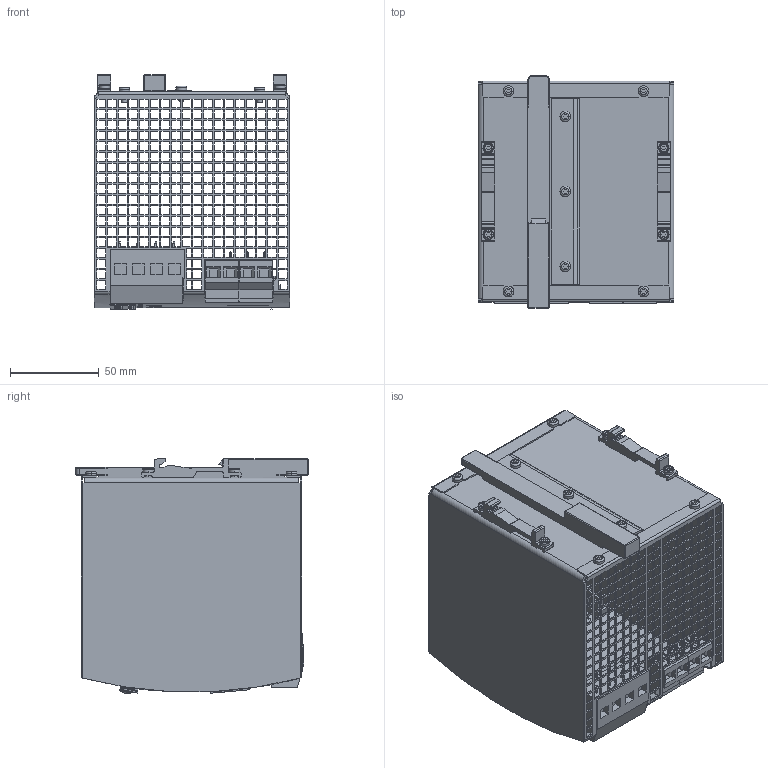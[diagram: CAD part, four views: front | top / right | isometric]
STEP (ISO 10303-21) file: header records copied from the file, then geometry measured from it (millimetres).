
FILE_DESCRIPTION((''),'2;1');
FILE_NAME('CAD-7203_QT40_241_SW0001','2021-03-17T11:32:47',('creinig-se'),(''),'CREO PARAMETRIC BY PTC INC, 2019292','CREO PARAMETRIC BY PTC INC, 2019292','');
FILE_SCHEMA(('CONFIG_CONTROL_DESIGN','SHAPE_APPEARANCE_LAYERS_GROUPS'));
Products named in the file (1): CAD-7203_QT40_241_SW0001
Bounding box: 110 x 130.5 x 132.07 mm (x, y, z)
Volume: 128928.7 mm3; surface area: 158046.6 mm2
Topology: 5 solids, 10 shells, 4779 faces, 13417 edges, 8868 vertices
Faces by surface type: plane 3765, extrusion 495, cylinder 404, torus 43, cone 42, bspline 18, sphere 12
Entity records: 197237 total; most frequent: CARTESIAN_POINT 36774, ORIENTED_EDGE 26808, DIRECTION 22180, EDGE_CURVE 13404, VECTOR 11498, LINE 11003, VERTEX_POINT 8862, EDGE_LOOP 6228
